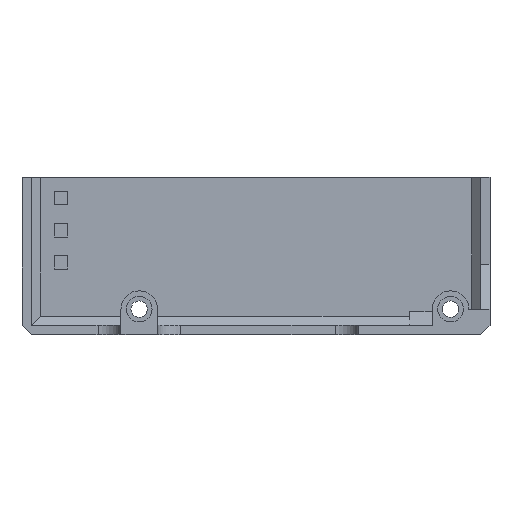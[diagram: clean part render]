
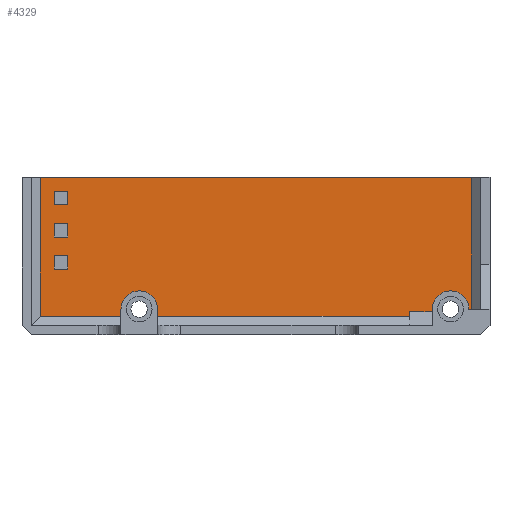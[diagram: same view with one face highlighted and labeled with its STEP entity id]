
A CAD part, top view. The second image highlights one B-rep face of the part: STEP entity #4329.
In plain terms, the highlighted planar face has unit normal (0, 0, 1).
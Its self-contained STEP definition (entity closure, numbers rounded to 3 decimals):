
#31=FACE_BOUND('',#823,.T.);
#32=FACE_BOUND('',#824,.T.);
#33=FACE_BOUND('',#825,.T.);
#342=CIRCLE('',#4592,4.);
#347=CIRCLE('',#4612,4.);
#575=FACE_OUTER_BOUND('',#822,.T.);
#822=EDGE_LOOP('',(#3933,#3934,#3935,#3936,#3937,#3938,#3939,#3940,#3941,
#3942,#3943));
#823=EDGE_LOOP('',(#3944,#3945,#3946,#3947));
#824=EDGE_LOOP('',(#3948,#3949,#3950,#3951));
#825=EDGE_LOOP('',(#3952,#3953,#3954,#3955));
#1078=LINE('',#7435,#1495);
#1082=LINE('',#7443,#1499);
#1085=LINE('',#7449,#1502);
#1088=LINE('',#7454,#1505);
#1090=LINE('',#7460,#1507);
#1094=LINE('',#7468,#1511);
#1097=LINE('',#7474,#1514);
#1100=LINE('',#7479,#1517);
#1102=LINE('',#7485,#1519);
#1106=LINE('',#7493,#1523);
#1109=LINE('',#7499,#1526);
#1112=LINE('',#7504,#1529);
#1144=LINE('',#7573,#1561);
#1150=LINE('',#7584,#1567);
#1155=LINE('',#7595,#1572);
#1158=LINE('',#7600,#1575);
#1161=LINE('',#7608,#1578);
#1163=LINE('',#7611,#1580);
#1219=LINE('',#7773,#1636);
#1231=LINE('',#7806,#1648);
#1245=LINE('',#7833,#1662);
#1495=VECTOR('',#5159,10.);
#1499=VECTOR('',#5165,10.);
#1502=VECTOR('',#5170,10.);
#1505=VECTOR('',#5175,10.);
#1507=VECTOR('',#5181,10.);
#1511=VECTOR('',#5187,10.);
#1514=VECTOR('',#5192,10.);
#1517=VECTOR('',#5197,10.);
#1519=VECTOR('',#5203,10.);
#1523=VECTOR('',#5209,10.);
#1526=VECTOR('',#5214,10.);
#1529=VECTOR('',#5219,10.);
#1561=VECTOR('',#5279,10.);
#1567=VECTOR('',#5287,10.);
#1572=VECTOR('',#5296,10.);
#1575=VECTOR('',#5301,10.);
#1578=VECTOR('',#5306,10.);
#1580=VECTOR('',#5310,10.);
#1636=VECTOR('',#5476,10.);
#1648=VECTOR('',#5506,10.);
#1662=VECTOR('',#5546,10.);
#1955=VERTEX_POINT('',#7433);
#1956=VERTEX_POINT('',#7434);
#1959=VERTEX_POINT('',#7442);
#1961=VERTEX_POINT('',#7448);
#1963=VERTEX_POINT('',#7458);
#1964=VERTEX_POINT('',#7459);
#1967=VERTEX_POINT('',#7467);
#1969=VERTEX_POINT('',#7473);
#1971=VERTEX_POINT('',#7483);
#1972=VERTEX_POINT('',#7484);
#1975=VERTEX_POINT('',#7492);
#1977=VERTEX_POINT('',#7498);
#2000=VERTEX_POINT('',#7570);
#2001=VERTEX_POINT('',#7572);
#2005=VERTEX_POINT('',#7581);
#2008=VERTEX_POINT('',#7592);
#2009=VERTEX_POINT('',#7594);
#2010=VERTEX_POINT('',#7598);
#2013=VERTEX_POINT('',#7605);
#2014=VERTEX_POINT('',#7607);
#2065=VERTEX_POINT('',#7772);
#2067=VERTEX_POINT('',#7781);
#2069=VERTEX_POINT('',#7784);
#2509=EDGE_CURVE('',#1955,#1956,#1078,.T.);
#2513=EDGE_CURVE('',#1959,#1955,#1082,.T.);
#2516=EDGE_CURVE('',#1961,#1959,#1085,.T.);
#2519=EDGE_CURVE('',#1956,#1961,#1088,.T.);
#2521=EDGE_CURVE('',#1963,#1964,#1090,.T.);
#2525=EDGE_CURVE('',#1967,#1963,#1094,.T.);
#2528=EDGE_CURVE('',#1969,#1967,#1097,.T.);
#2531=EDGE_CURVE('',#1964,#1969,#1100,.T.);
#2533=EDGE_CURVE('',#1971,#1972,#1102,.T.);
#2537=EDGE_CURVE('',#1975,#1971,#1106,.T.);
#2540=EDGE_CURVE('',#1977,#1975,#1109,.T.);
#2543=EDGE_CURVE('',#1972,#1977,#1112,.T.);
#2577=EDGE_CURVE('',#2001,#2000,#1144,.T.);
#2583=EDGE_CURVE('',#2001,#2005,#1150,.T.);
#2588=EDGE_CURVE('',#2008,#2009,#1155,.T.);
#2591=EDGE_CURVE('',#2010,#2008,#1158,.T.);
#2594=EDGE_CURVE('',#2013,#2014,#1161,.T.);
#2596=EDGE_CURVE('',#2014,#2000,#1163,.T.);
#2676=EDGE_CURVE('',#2065,#2005,#1219,.T.);
#2682=EDGE_CURVE('',#2067,#2069,#342,.T.);
#2693=EDGE_CURVE('',#2009,#2067,#1231,.T.);
#2707=EDGE_CURVE('',#2069,#2013,#1245,.T.);
#2708=EDGE_CURVE('',#2065,#2010,#347,.T.);
#3933=ORIENTED_EDGE('',*,*,#2583,.F.);
#3934=ORIENTED_EDGE('',*,*,#2577,.T.);
#3935=ORIENTED_EDGE('',*,*,#2596,.F.);
#3936=ORIENTED_EDGE('',*,*,#2594,.F.);
#3937=ORIENTED_EDGE('',*,*,#2707,.F.);
#3938=ORIENTED_EDGE('',*,*,#2682,.F.);
#3939=ORIENTED_EDGE('',*,*,#2693,.F.);
#3940=ORIENTED_EDGE('',*,*,#2588,.F.);
#3941=ORIENTED_EDGE('',*,*,#2591,.F.);
#3942=ORIENTED_EDGE('',*,*,#2708,.F.);
#3943=ORIENTED_EDGE('',*,*,#2676,.T.);
#3944=ORIENTED_EDGE('',*,*,#2509,.T.);
#3945=ORIENTED_EDGE('',*,*,#2519,.T.);
#3946=ORIENTED_EDGE('',*,*,#2516,.T.);
#3947=ORIENTED_EDGE('',*,*,#2513,.T.);
#3948=ORIENTED_EDGE('',*,*,#2521,.T.);
#3949=ORIENTED_EDGE('',*,*,#2531,.T.);
#3950=ORIENTED_EDGE('',*,*,#2528,.T.);
#3951=ORIENTED_EDGE('',*,*,#2525,.T.);
#3952=ORIENTED_EDGE('',*,*,#2533,.T.);
#3953=ORIENTED_EDGE('',*,*,#2543,.T.);
#3954=ORIENTED_EDGE('',*,*,#2540,.T.);
#3955=ORIENTED_EDGE('',*,*,#2537,.T.);
#4099=PLANE('',#4611);
#4329=ADVANCED_FACE('',(#575,#31,#32,#33),#4099,.T.);
#4592=AXIS2_PLACEMENT_3D('',#7785,#5486,#5487);
#4611=AXIS2_PLACEMENT_3D('',#7832,#5544,#5545);
#4612=AXIS2_PLACEMENT_3D('',#7834,#5547,#5548);
#5159=DIRECTION('',(0.,-1.,0.));
#5165=DIRECTION('',(1.,0.,0.));
#5170=DIRECTION('',(0.,1.,0.));
#5175=DIRECTION('',(-1.,0.,0.));
#5181=DIRECTION('',(0.,-1.,0.));
#5187=DIRECTION('',(1.,0.,0.));
#5192=DIRECTION('',(0.,1.,0.));
#5197=DIRECTION('',(-1.,0.,0.));
#5203=DIRECTION('',(0.,-1.,0.));
#5209=DIRECTION('',(1.,0.,0.));
#5214=DIRECTION('',(0.,1.,0.));
#5219=DIRECTION('',(-1.,0.,0.));
#5279=DIRECTION('',(-1.,0.,0.));
#5287=DIRECTION('',(0.,-1.,0.));
#5296=DIRECTION('',(-1.,0.,0.));
#5301=DIRECTION('',(0.,-1.,0.));
#5306=DIRECTION('',(-1.,0.,0.));
#5310=DIRECTION('',(0.,1.,0.));
#5476=DIRECTION('',(1.,0.,0.));
#5486=DIRECTION('center_axis',(0.,0.,1.));
#5487=DIRECTION('ref_axis',(1.,0.,0.));
#5506=DIRECTION('',(0.,1.,0.));
#5544=DIRECTION('center_axis',(0.,0.,1.));
#5545=DIRECTION('ref_axis',(1.,0.,0.));
#5546=DIRECTION('',(0.,-1.,0.));
#5547=DIRECTION('center_axis',(0.,0.,1.));
#5548=DIRECTION('ref_axis',(1.,0.,0.));
#7433=CARTESIAN_POINT('',(-41.1,7.15,0.));
#7434=CARTESIAN_POINT('',(-41.1,4.15,0.));
#7435=CARTESIAN_POINT('',(-41.1,3.575,0.));
#7442=CARTESIAN_POINT('',(-44.1,7.15,0.));
#7443=CARTESIAN_POINT('',(-22.05,7.15,0.));
#7448=CARTESIAN_POINT('',(-44.1,4.15,0.));
#7449=CARTESIAN_POINT('',(-44.1,2.075,0.));
#7454=CARTESIAN_POINT('',(-20.55,4.15,0.));
#7458=CARTESIAN_POINT('',(-41.1,14.15,0.));
#7459=CARTESIAN_POINT('',(-41.1,11.15,0.));
#7460=CARTESIAN_POINT('',(-41.1,7.075,0.));
#7467=CARTESIAN_POINT('',(-44.1,14.15,0.));
#7468=CARTESIAN_POINT('',(-22.05,14.15,0.));
#7473=CARTESIAN_POINT('',(-44.1,11.15,0.));
#7474=CARTESIAN_POINT('',(-44.1,5.575,0.));
#7479=CARTESIAN_POINT('',(-20.55,11.15,0.));
#7483=CARTESIAN_POINT('',(-41.1,0.15,0.));
#7484=CARTESIAN_POINT('',(-41.1,-2.85,0.));
#7485=CARTESIAN_POINT('',(-41.1,0.075,0.));
#7492=CARTESIAN_POINT('',(-44.1,0.15,0.));
#7493=CARTESIAN_POINT('',(-22.05,0.15,0.));
#7498=CARTESIAN_POINT('',(-44.1,-2.85,0.));
#7499=CARTESIAN_POINT('',(-44.1,-1.425,0.));
#7504=CARTESIAN_POINT('',(-20.55,-2.85,0.));
#7570=CARTESIAN_POINT('',(-47.1,17.15,0.));
#7572=CARTESIAN_POINT('',(47.1,17.15,0.));
#7573=CARTESIAN_POINT('',(51.1,17.15,0.));
#7581=CARTESIAN_POINT('',(47.1,-11.65,0.));
#7584=CARTESIAN_POINT('',(47.1,8.575,0.));
#7592=CARTESIAN_POINT('',(38.5,-13.15,0.));
#7594=CARTESIAN_POINT('',(-21.5,-13.15,0.));
#7595=CARTESIAN_POINT('',(19.25,-13.15,0.));
#7598=CARTESIAN_POINT('',(38.5,-11.65,0.));
#7600=CARTESIAN_POINT('',(38.5,-11.65,0.));
#7605=CARTESIAN_POINT('',(-29.5,-13.15,0.));
#7607=CARTESIAN_POINT('',(-47.1,-13.15,0.));
#7608=CARTESIAN_POINT('',(-14.75,-13.15,0.));
#7611=CARTESIAN_POINT('',(-47.1,-7.575,0.));
#7772=CARTESIAN_POINT('',(46.5,-11.65,0.));
#7773=CARTESIAN_POINT('',(23.25,-11.65,0.));
#7781=CARTESIAN_POINT('',(-21.5,-11.65,0.));
#7784=CARTESIAN_POINT('',(-29.5,-11.65,0.));
#7785=CARTESIAN_POINT('Origin',(-25.5,-11.65,0.));
#7806=CARTESIAN_POINT('',(-21.5,-15.15,0.));
#7832=CARTESIAN_POINT('Origin',(0.,0.,0.));
#7833=CARTESIAN_POINT('',(-29.5,-11.65,0.));
#7834=CARTESIAN_POINT('Origin',(42.5,-11.65,0.));
